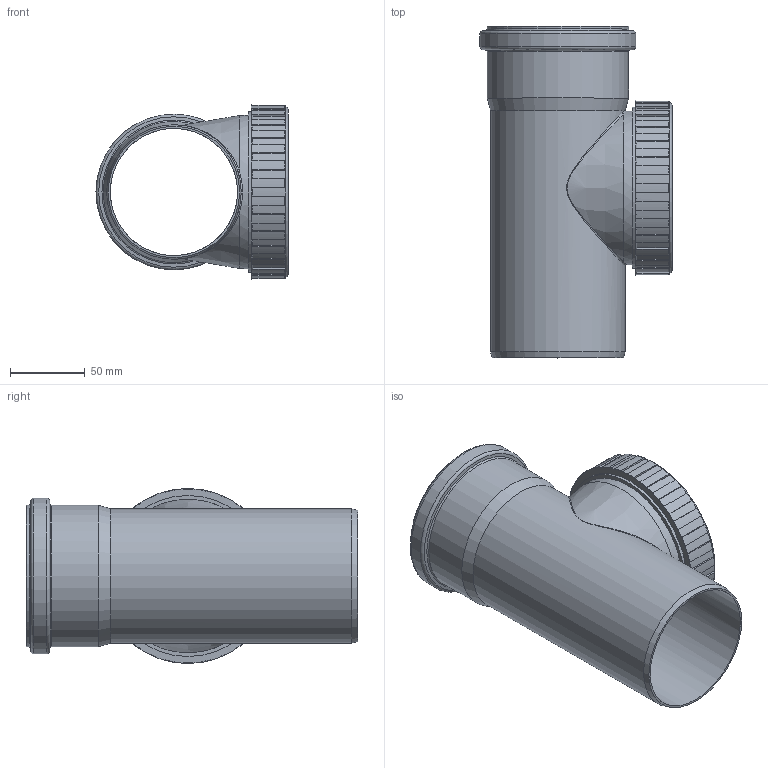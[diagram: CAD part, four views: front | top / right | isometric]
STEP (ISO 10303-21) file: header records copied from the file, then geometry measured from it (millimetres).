
FILE_DESCRIPTION(/* description */ (''),/* implementation_level */ '2;1');
FILE_NAME(/* name */ '174600 HTsafeRE DN_OD 90 Zusammenbau.stp',/* time_stamp */ '2017-03-13T09:59:55+01:00',/* author */ ('user1'),/* organization */ (''),/* preprocessor_version */ 'ST-DEVELOPER v16.1',/* originating_system */ 'Autodesk Inventor 2016',/* authorisation */ '');
FILE_SCHEMA (('AUTOMOTIVE_DESIGN { 1 0 10303 214 3 1 1 }'));
Length unit declared in the file: millimetre
Products named in the file (3): 114600 HTRE DN_OD 90; 115600 HTRE DN_OD 110 Deckel; 174600 HTsafeRE DN_OD 90 Zusammenbau
Assembly tree (2 placements, depth 2):
  174600 HTsafeRE DN_OD 90 Zusammenbau
    114600 HTRE DN_OD 90
    115600 HTRE DN_OD 110 Deckel
Bounding box: 128.78 x 222.5 x 117.5 mm (x, y, z)
Volume: 249206.6 mm3; surface area: 184024.4 mm2
Topology: 2 solids, 2 shells, 273 faces, 773 edges, 538 vertices
Faces by surface type: plane 145, cylinder 52, torus 46, cone 18, bspline 12
Full cylindrical faces by diameter (mm): 85.4 x1, 90.2 x1, 90.5 x1, 90.8 x2, 94.7 x1, 95 x1, 96.7 x1, 98 x1, 100.3 x1, 102.8 x2, 103.6 x1, 104 x1, 104.5 x1, 108 x2, 114 x1
Entity records: 9503 total; most frequent: CARTESIAN_POINT 2480, DIRECTION 1505, ORIENTED_EDGE 1388, EDGE_CURVE 694, AXIS2_PLACEMENT_3D 579, VERTEX_POINT 482, LINE 347, VECTOR 347
